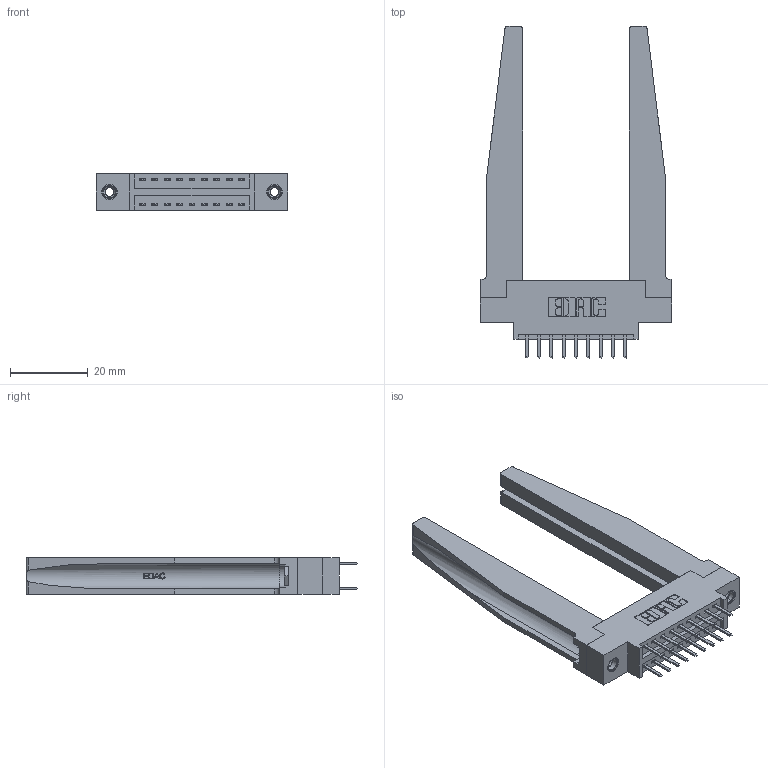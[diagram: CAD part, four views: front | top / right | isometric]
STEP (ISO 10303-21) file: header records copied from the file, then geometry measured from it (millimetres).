
FILE_DESCRIPTION (( 'STEP AP203' ), '1' );
FILE_NAME ('346-018-520-878.STEP', '2022-05-18T17:00:59', ( '' ), ( '' ), 'SwSTEP 2.0', 'SolidWorks 2020', '' );
FILE_SCHEMA (( 'CONFIG_CONTROL_DESIGN' ));
Length unit declared in the file: inch
Products named in the file (5): 345-250-001_345-250-001-102; 345-292-001_345-293-120; 346 Part_0.170 Offset - 0.156 Dia-TH; 346-018-520-878; 346-220-078_345-220-078
Assembly tree (23 placements, depth 2):
  346-018-520-878
    346 Part_0.170 Offset - 0.156 Dia-TH
    345-292-001_345-293-120  x18
    346-220-078_345-220-078  x2
    345-250-001_345-250-001-102  x2
Bounding box: 49.15 x 85.29 x 9.4 mm (x, y, z)
Volume: 11264.6 mm3; surface area: 12201.7 mm2
Topology: 23 solids, 23 shells, 1382 faces, 3919 edges, 2554 vertices
Faces by surface type: plane 902, cylinder 428, bspline 36, cone 12, torus 4
Entity records: 15726 total; most frequent: CARTESIAN_POINT 3593, ORIENTED_EDGE 2402, DIRECTION 2191, EDGE_CURVE 1201, LINE 935, VECTOR 935, VERTEX_POINT 792, AXIS2_PLACEMENT_3D 628
